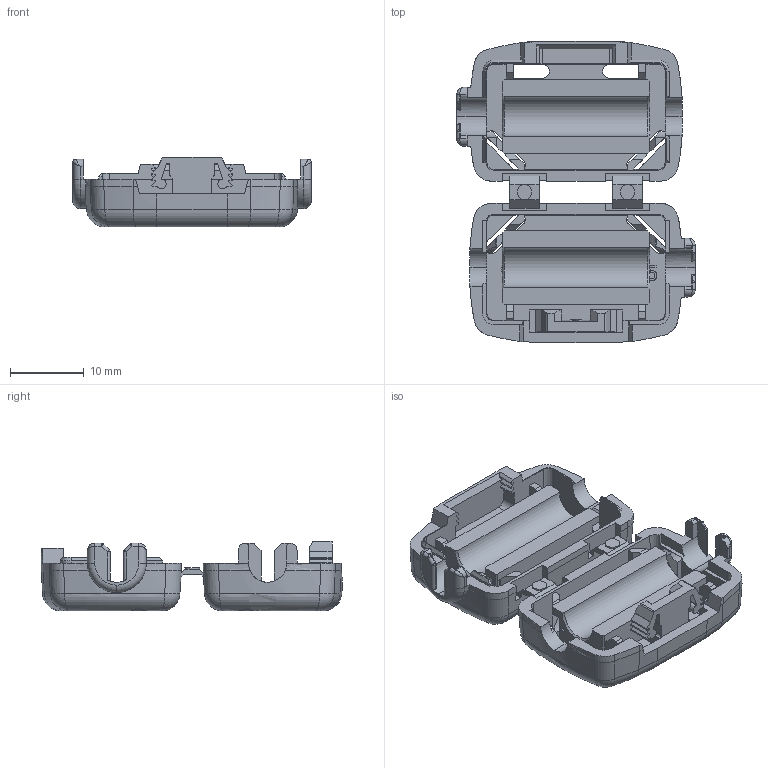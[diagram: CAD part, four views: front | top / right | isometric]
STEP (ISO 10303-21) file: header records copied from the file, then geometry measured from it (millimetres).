
FILE_DESCRIPTION(/* description */ ('Unknown'),/* implementation_level */ '2;1');
FILE_NAME(/* name */ '74272140_open',/* time_stamp */ '2024-04-18T14:14:52+02:00',/* author */ ('Unknown'),/* organization */ ('Unknown'),/* preprocessor_version */ 'ST-DEVELOPER v18.102',/* originating_system */ 'Solid Edge',/* authorisation */ 'Unknown');
FILE_SCHEMA (('AUTOMOTIVE_DESIGN {1 0 10303 214 3 1 1}'));
Length unit declared in the file: millimetre
Products named in the file (3): 74272140_offen; 742 7214C
Assembly tree (3 placements, depth 2):
  74272140_offen
    74272140_offen
    742 7214C  x2
Bounding box: 32.4 x 40.95 x 9.5 mm (x, y, z)
Volume: 4253.5 mm3; surface area: 6236.5 mm2
Topology: 3 solids, 3 shells, 1343 faces, 3678 edges, 2377 vertices
Faces by surface type: plane 864, cylinder 341, torus 55, cone 38, bspline 24, sphere 21
Full cylindrical faces by diameter (mm): 3 x1
Entity records: 43165 total; most frequent: CARTESIAN_POINT 10978, ORIENTED_EDGE 7192, DIRECTION 5910, EDGE_CURVE 3596, LINE 2446, VECTOR 2446, VERTEX_POINT 2330, AXIS2_PLACEMENT_3D 1732
